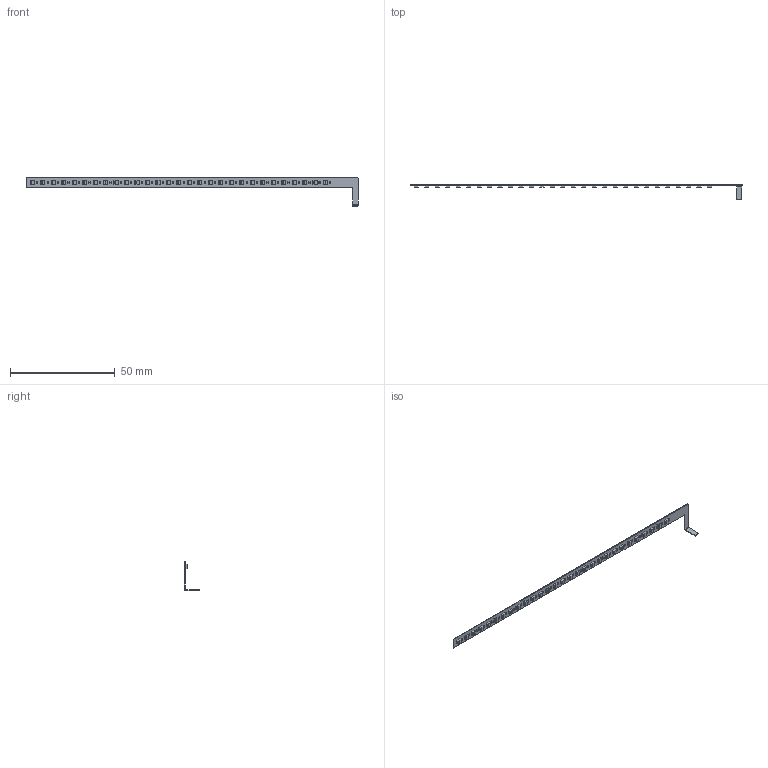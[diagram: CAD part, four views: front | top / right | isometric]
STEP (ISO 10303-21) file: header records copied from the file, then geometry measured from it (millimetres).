
FILE_DESCRIPTION(('Open CASCADE Model'),'2;1');
FILE_NAME('Open CASCADE Shape Model','2019-04-12T02:11:20',('Author'),( 'Open CASCADE'),'Open CASCADE STEP processor 6.8','Open CASCADE 6.8' ,'Unknown');
FILE_SCHEMA(('AUTOMOTIVE_DESIGN { 1 0 10303 214 1 1 1 1 }'));
Length unit declared in the file: millimetre
Products named in the file (74): PCB; Board; Open CASCADE STEP translator 6.8 3.1.1; Open CASCADE STEP translator 6.8 3.1.2; Open CASCADE STEP translator 6.8 3.1.3; Open CASCADE STEP translator 6.8 3.1.4; Open CASCADE STEP translator 6.8 3.1.5; U29; 6846192896; Extruded; 8005649008; 7918907648; 7918902688; U28; U27; U26; U25; U24; U23; U22; U21; U20; U19; U18; U17; U16; U15; U14; U13; U12; U11; U10; U9; U8; U7; U6; U5; C29; 0402CAP; C28 ...
Assembly tree (213 placements, depth 4):
  PCB
    Board
      Open CASCADE STEP translator 6.8 3.1.1
      Open CASCADE STEP translator 6.8 3.1.2
      Open CASCADE STEP translator 6.8 3.1.3
      Open CASCADE STEP translator 6.8 3.1.4
      Open CASCADE STEP translator 6.8 3.1.5
    U29
      6846192896
        Extruded
      8005649008
        Extruded
      7918907648
        Extruded
      7918902688
        Extruded
    U28
      7918902688
        Extruded
      7918907648
        Extruded
      8005649008
        Extruded
      6846192896
        Extruded
    U27
      6846192896
        Extruded
      8005649008
        Extruded
      7918907648
        Extruded
      7918902688
        Extruded
    U26
      7918902688
        Extruded
      7918907648
        Extruded
      8005649008
        Extruded
      6846192896
        Extruded
    U25
      6846192896
        Extruded
      8005649008
        Extruded
      7918907648
        Extruded
      7918902688
        Extruded
    U24
      7918902688
        Extruded
      7918907648
        Extruded
      8005649008
        Extruded
      6846192896
Bounding box: 158.45 x 7.35 x 14.08 mm (x, y, z)
Volume: 458.5 mm3; surface area: 2488.9 mm2
Topology: 150 solids, 150 shells, 3174 faces, 7259 edges, 4298 vertices
Faces by surface type: plane 1807, cylinder 584, bspline 551, sphere 232
Entity records: 8218 total; most frequent: CARTESIAN_POINT 2122, DIRECTION 1003, ORIENTED_EDGE 670, AXIS2_PLACEMENT_3D 377, EDGE_CURVE 335, PRODUCT_DEFINITION_SHAPE 287, LINE 249, VECTOR 249
